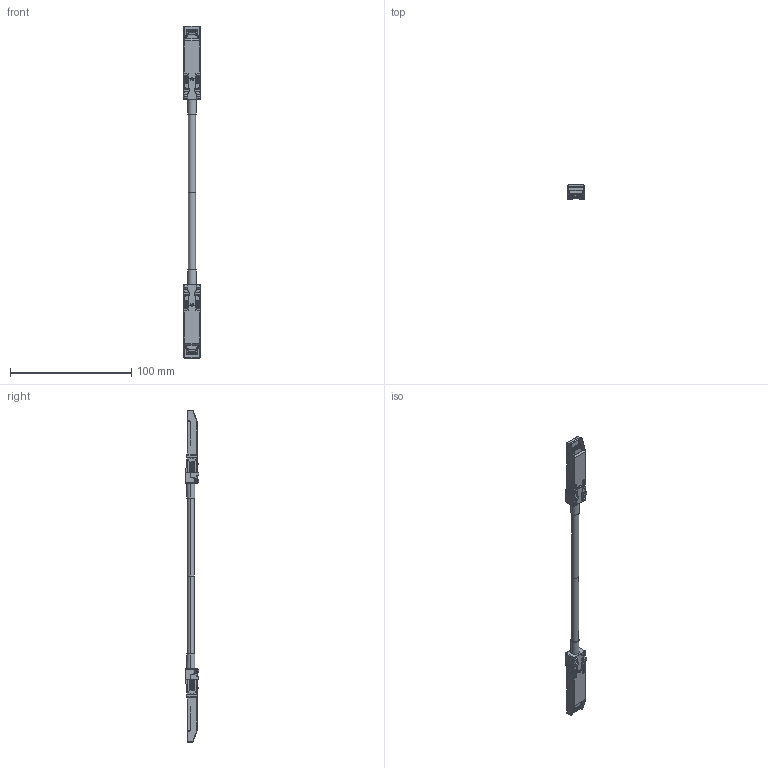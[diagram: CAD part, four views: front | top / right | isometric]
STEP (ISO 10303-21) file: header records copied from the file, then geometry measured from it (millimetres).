
FILE_DESCRIPTION (( 'STEP AP214' ), '1' );
FILE_NAME ('DAC-xxxxMSA.STEP', '2020-06-30T15:01:25', ( '' ), ( '' ), 'SwSTEP 2.0', 'SolidWorks 2018', '' );
FILE_SCHEMA (( 'AUTOMOTIVE_DESIGN' ));
Length unit declared in the file: millimetre
Products named in the file (1): DAC-xxxxMSA
Bounding box: 14.43 x 11.31 x 273.4 mm (x, y, z)
Volume: 14524.5 mm3; surface area: 13321.8 mm2
Topology: 2 solids, 8 shells, 1810 faces, 5106 edges, 3330 vertices
Faces by surface type: plane 1110, cylinder 608, bspline 84, cone 8
Entity records: 85071 total; most frequent: CARTESIAN_POINT 21245, ORIENTED_EDGE 10140, DIRECTION 7552, EDGE_CURVE 5070, VERTEX_POINT 3330, LINE 3110, VECTOR 3110, AXIS2_PLACEMENT_3D 2221
